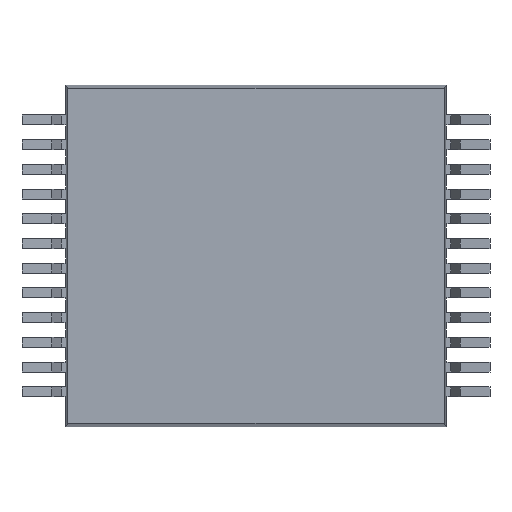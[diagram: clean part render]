
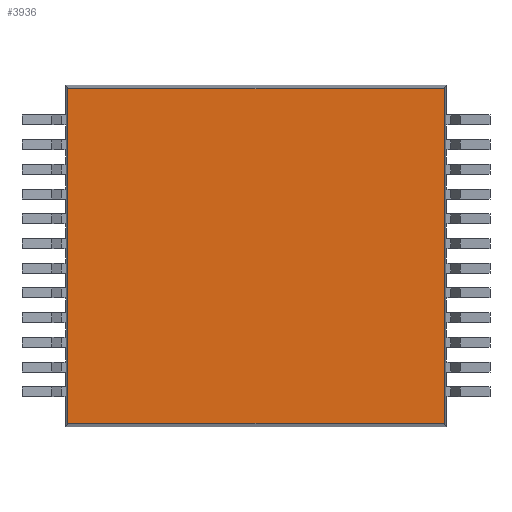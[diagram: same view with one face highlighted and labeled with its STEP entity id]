
A CAD part, left-side view. The second image highlights one B-rep face of the part: STEP entity #3936.
In plain terms, the highlighted planar face has unit normal (-1, 0, 0).
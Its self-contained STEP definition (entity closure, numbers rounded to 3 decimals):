
#541=DIRECTION('',(0.,0.,1.));
#542=VECTOR('',#541,13.396);
#543=CARTESIAN_POINT('',(-3.,-7.533,-6.698));
#544=LINE('',#543,#542);
#705=DIRECTION('',(0.,-1.,0.));
#706=VECTOR('',#705,15.065);
#707=CARTESIAN_POINT('',(-3.,7.533,6.698));
#708=LINE('',#707,#706);
#709=DIRECTION('',(0.,-1.,0.));
#710=VECTOR('',#709,15.065);
#711=CARTESIAN_POINT('',(-3.,7.533,-6.698));
#712=LINE('',#711,#710);
#713=DIRECTION('',(0.,0.,1.));
#714=VECTOR('',#713,13.396);
#715=CARTESIAN_POINT('',(-3.,7.533,-6.698));
#716=LINE('',#715,#714);
#2489=CARTESIAN_POINT('',(-3.,7.533,6.698));
#2490=VERTEX_POINT('',#2489);
#2491=CARTESIAN_POINT('',(-3.,7.533,-6.698));
#2492=VERTEX_POINT('',#2491);
#2493=CARTESIAN_POINT('',(-3.,-7.533,6.698));
#2494=VERTEX_POINT('',#2493);
#2495=CARTESIAN_POINT('',(-3.,-7.533,-6.698));
#2496=VERTEX_POINT('',#2495);
#3924=CARTESIAN_POINT('',(-3.,7.533,-6.85));
#3925=DIRECTION('',(-1.,0.,0.));
#3926=DIRECTION('',(0.,-1.,0.));
#3927=AXIS2_PLACEMENT_3D('',#3924,#3925,#3926);
#3928=PLANE('',#3927);
#3930=ORIENTED_EDGE('',*,*,#3929,.T.);
#3931=ORIENTED_EDGE('',*,*,#3718,.F.);
#3932=ORIENTED_EDGE('',*,*,#3917,.F.);
#3933=ORIENTED_EDGE('',*,*,#3412,.T.);
#3934=EDGE_LOOP('',(#3930,#3931,#3932,#3933));
#3935=FACE_OUTER_BOUND('',#3934,.F.);
#3412=EDGE_CURVE('',#2492,#2490,#716,.T.);
#3718=EDGE_CURVE('',#2496,#2494,#544,.T.);
#3917=EDGE_CURVE('',#2492,#2496,#712,.T.);
#3929=EDGE_CURVE('',#2490,#2494,#708,.T.);
#3936=ADVANCED_FACE('',(#3935),#3928,.T.);
